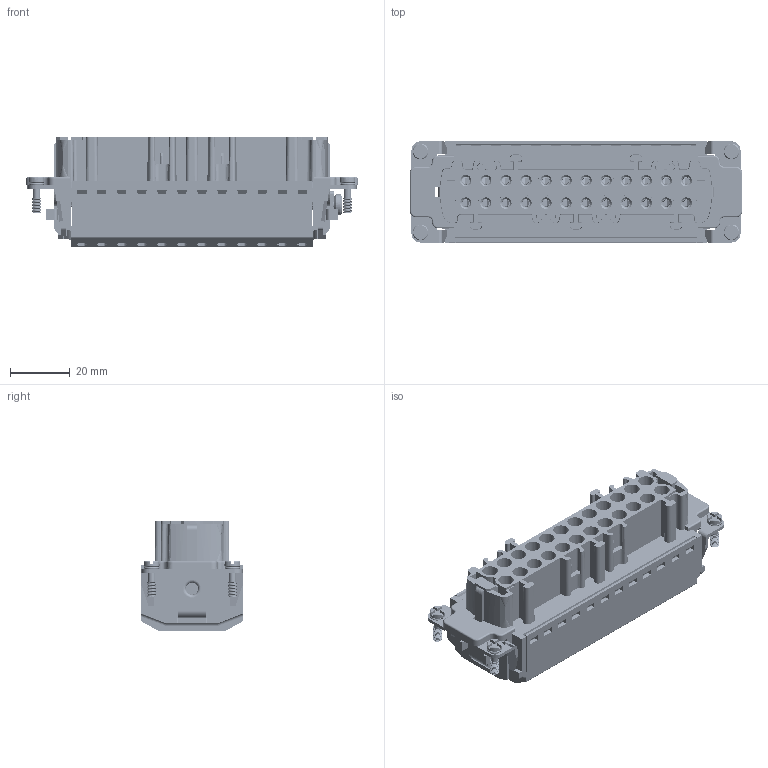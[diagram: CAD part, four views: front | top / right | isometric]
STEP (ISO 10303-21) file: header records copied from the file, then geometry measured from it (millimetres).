
FILE_DESCRIPTION(/* description */ (''),/* implementation_level */ '2;1');
FILE_NAME(/* name */ 'HE-024-FZ.stp',/* time_stamp */ '2023-09-18T16:07:20+08:00',/* author */ (''),/* organization */ (''),/* preprocessor_version */ 'ST-DEVELOPER v16',/* originating_system */ 'SIEMENS PLM Software NX 10.0',/* authorisation */ '');
FILE_SCHEMA (('AUTOMOTIVE_DESIGN { 1 0 10303 214 3 1 1 1 }'));
Products named in the file (1): Admi16F8F3C4ytvc
Bounding box: 111 x 33.8 x 36.5 mm (x, y, z)
Volume: 56268.3 mm3; surface area: 88377.2 mm2
Topology: 1 solids, 1 shells, 8646 faces, 26367 edges, 17168 vertices
Faces by surface type: plane 5846, cylinder 1878, cone 401, bspline 335, torus 114, extrusion 72
Full cylindrical faces by diameter (mm): 1 x1, 2.4 x4, 2.5 x4, 2.7 x1, 2.8 x24, 3 x36, 4 x2, 5 x2, 5.2 x24, 5.3 x4, 7 x1
Entity records: 325635 total; most frequent: CARTESIAN_POINT 96121, ORIENTED_EDGE 52138, DIRECTION 42500, EDGE_CURVE 26069, VECTOR 18148, LINE 18076, VERTEX_POINT 17034, AXIS2_PLACEMENT_3D 12176
